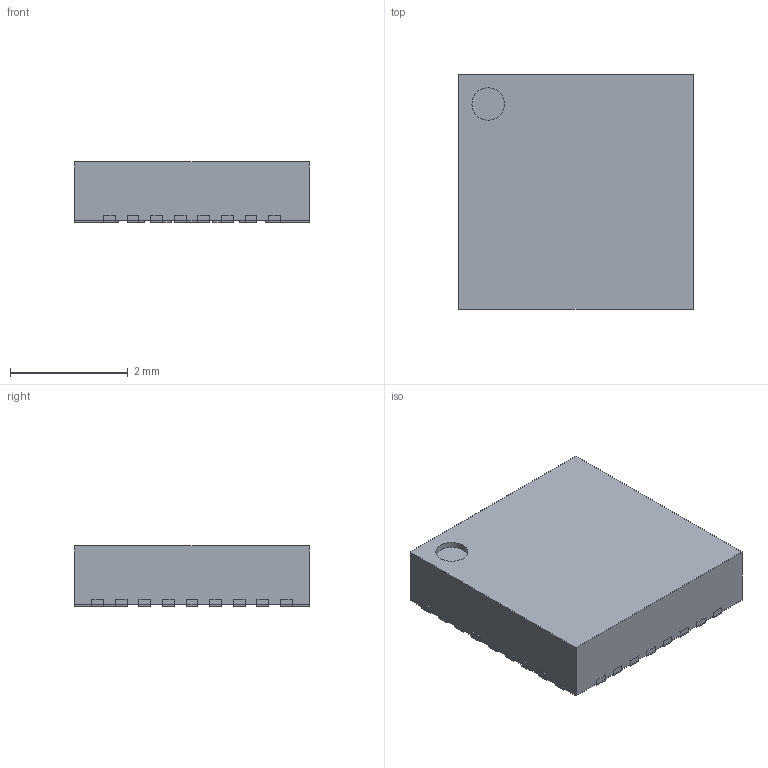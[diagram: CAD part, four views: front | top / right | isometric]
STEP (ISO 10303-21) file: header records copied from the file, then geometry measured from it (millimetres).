
FILE_DESCRIPTION(/* description */ (''),/* implementation_level */ '2;1');
FILE_NAME(/* name */ '29VQFN-HR.step',/* time_stamp */ '2020-09-14T17:22:47-04:00',/* author */ (''),/* organization */ (''),/* preprocessor_version */ 'ST-DEVELOPER v18.1',/* originating_system */ 'Autodesk Translation Framework v9.3.0.1241',/* authorisation */ '');
FILE_SCHEMA (('AUTOMOTIVE_DESIGN { 1 0 10303 214 3 1 1 }'));
Length unit declared in the file: millimetre
Products named in the file (3): 29VQFN-HR; Component1; Component2
Assembly tree (2 placements, depth 2):
  29VQFN-HR
    Component1
    Component2
Bounding box: 4 x 4 x 1.02 mm (x, y, z)
Volume: 16.2 mm3; surface area: 58.8 mm2
Topology: 30 solids, 30 shells, 191 faces, 390 edges, 260 vertices
Faces by surface type: plane 170, cylinder 21
Full cylindrical faces by diameter (mm): 0.55 x1
Entity records: 5027 total; most frequent: CARTESIAN_POINT 847, DIRECTION 826, ORIENTED_EDGE 780, EDGE_CURVE 390, LINE 348, VECTOR 348, VERTEX_POINT 260, AXIS2_PLACEMENT_3D 239
